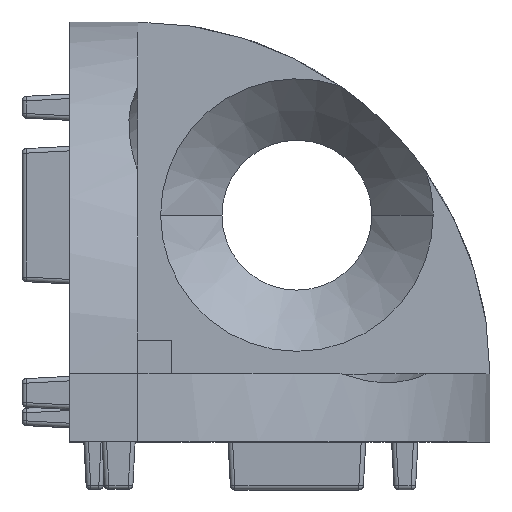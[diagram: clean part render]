
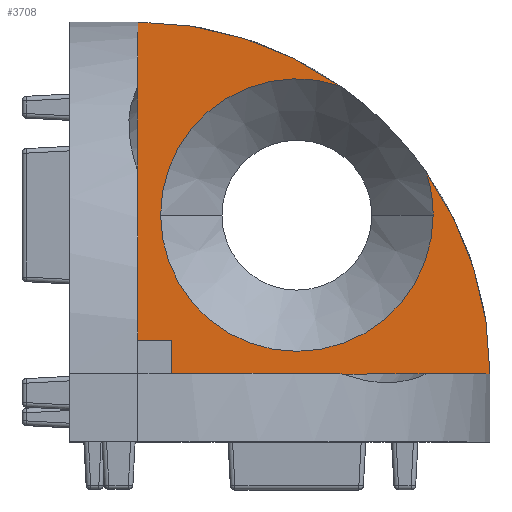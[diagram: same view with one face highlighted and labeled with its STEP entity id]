
A CAD part, top view. The second image highlights one B-rep face of the part: STEP entity #3708.
In plain terms, the highlighted planar face has unit normal (0, 0, 1).
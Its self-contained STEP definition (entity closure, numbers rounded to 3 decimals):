
#45 = CARTESIAN_POINT ( 'NONE',  ( 0., 3., 3. ) ) ;
#74 = AXIS2_PLACEMENT_3D ( 'NONE', #6187, #2405, #6835 ) ;
#252 = AXIS2_PLACEMENT_3D ( 'NONE', #1496, #5897, #2115 ) ;
#263 = CARTESIAN_POINT ( 'NONE',  ( -14., 3., 3. ) ) ;
#280 = CARTESIAN_POINT ( 'NONE',  ( -14., 3., 3. ) ) ;
#309 = AXIS2_PLACEMENT_3D ( 'NONE', #6681, #2886, #7320 ) ;
#474 = VERTEX_POINT ( 'NONE', #3381 ) ;
#670 = LINE ( 'NONE', #1867, #5695 ) ;
#723 = ORIENTED_EDGE ( 'NONE', *, *, #3417, .F. ) ;
#783 = CARTESIAN_POINT ( 'NONE',  ( -6.603, 15.692, 3. ) ) ;
#874 = CARTESIAN_POINT ( 'NONE',  ( -15.5, 3., 3. ) ) ;
#1011 = CARTESIAN_POINT ( 'NONE',  ( -15.5, 4.5, 3. ) ) ;
#1167 = CARTESIAN_POINT ( 'NONE',  ( -15.5, 3., 3. ) ) ;
#1348 = EDGE_CURVE ( 'NONE', #6458, #4669, #8126, .T. ) ;
#1410 = DIRECTION ( 'NONE',  ( -1., 0., 0. ) ) ;
#1461 = LINE ( 'NONE', #5187, #4822 ) ;
#1496 = CARTESIAN_POINT ( 'NONE',  ( -8.5, 10., 3. ) ) ;
#1524 = DIRECTION ( 'NONE',  ( 1., 0., 0. ) ) ;
#1673 = EDGE_LOOP ( 'NONE', ( #2343, #6636, #6059, #4491, #723, #2364, #3777, #5065, #4799 ) ) ;
#1799 = EDGE_CURVE ( 'NONE', #4669, #7627, #6628, .T. ) ;
#1867 = CARTESIAN_POINT ( 'NONE',  ( -15.5, 0., 3. ) ) ;
#1876 = VERTEX_POINT ( 'NONE', #783 ) ;
#2010 = AXIS2_PLACEMENT_3D ( 'NONE', #874, #5294, #1524 ) ;
#2115 = DIRECTION ( 'NONE',  ( 1., 0., 0. ) ) ;
#2263 = CARTESIAN_POINT ( 'NONE',  ( -8.5, 10., 3. ) ) ;
#2343 = ORIENTED_EDGE ( 'NONE', *, *, #5774, .F. ) ;
#2364 = ORIENTED_EDGE ( 'NONE', *, *, #7328, .F. ) ;
#2405 = DIRECTION ( 'NONE',  ( 0., 0., 1. ) ) ;
#2536 = VERTEX_POINT ( 'NONE', #1011 ) ;
#2555 = CARTESIAN_POINT ( 'NONE',  ( -2.808, 11.897, 3. ) ) ;
#2674 = CARTESIAN_POINT ( 'NONE',  ( -2.5, 10., 3. ) ) ;
#2886 = DIRECTION ( 'NONE',  ( 0., 0., 1. ) ) ;
#2910 = DIRECTION ( 'NONE',  ( 1., 0., 0. ) ) ;
#2951 = EDGE_CURVE ( 'NONE', #3293, #6458, #4384, .T. ) ;
#3105 = FACE_OUTER_BOUND ( 'NONE', #1673, .T. ) ;
#3246 = DIRECTION ( 'NONE',  ( 0., 0., 1. ) ) ;
#3293 = VERTEX_POINT ( 'NONE', #7160 ) ;
#3381 = CARTESIAN_POINT ( 'NONE',  ( -14.5, 10., 3. ) ) ;
#3417 = EDGE_CURVE ( 'NONE', #3630, #7627, #7572, .T. ) ;
#3630 = VERTEX_POINT ( 'NONE', #2674 ) ;
#3708 = ADVANCED_FACE ( 'NONE', ( #3105 ), #4663, .T. ) ;
#3758 = VERTEX_POINT ( 'NONE', #5343 ) ;
#3777 = ORIENTED_EDGE ( 'NONE', *, *, #6609, .F. ) ;
#3790 = DIRECTION ( 'NONE',  ( 0., -1., 0. ) ) ;
#4100 = CIRCLE ( 'NONE', #4776, 6. ) ;
#4384 = LINE ( 'NONE', #263, #4598 ) ;
#4491 = ORIENTED_EDGE ( 'NONE', *, *, #1799, .T. ) ;
#4513 = CIRCLE ( 'NONE', #252, 6. ) ;
#4598 = VECTOR ( 'NONE', #4668, 1000. ) ;
#4663 = PLANE ( 'NONE',  #2010 ) ;
#4668 = DIRECTION ( 'NONE',  ( 0., -1., 0. ) ) ;
#4669 = VERTEX_POINT ( 'NONE', #45 ) ;
#4776 = AXIS2_PLACEMENT_3D ( 'NONE', #2263, #6696, #2910 ) ;
#4799 = ORIENTED_EDGE ( 'NONE', *, *, #5170, .T. ) ;
#4822 = VECTOR ( 'NONE', #1410, 1000. ) ;
#5065 = ORIENTED_EDGE ( 'NONE', *, *, #5420, .T. ) ;
#5170 = EDGE_CURVE ( 'NONE', #3758, #2536, #670, .T. ) ;
#5187 = CARTESIAN_POINT ( 'NONE',  ( -15.5, 4.5, 3. ) ) ;
#5212 = CIRCLE ( 'NONE', #309, 15.5 ) ;
#5294 = DIRECTION ( 'NONE',  ( 0., 0., 1. ) ) ;
#5343 = CARTESIAN_POINT ( 'NONE',  ( -15.5, 18.5, 3. ) ) ;
#5420 = EDGE_CURVE ( 'NONE', #1876, #3758, #5212, .T. ) ;
#5578 = DIRECTION ( 'NONE',  ( 1., 0., 0. ) ) ;
#5695 = VECTOR ( 'NONE', #3790, 1000. ) ;
#5774 = EDGE_CURVE ( 'NONE', #3293, #2536, #1461, .T. ) ;
#5897 = DIRECTION ( 'NONE',  ( 0., 0., 1. ) ) ;
#6059 = ORIENTED_EDGE ( 'NONE', *, *, #1348, .T. ) ;
#6187 = CARTESIAN_POINT ( 'NONE',  ( -8.5, 10., 3. ) ) ;
#6377 = AXIS2_PLACEMENT_3D ( 'NONE', #7039, #3246, #7685 ) ;
#6434 = VECTOR ( 'NONE', #5578, 1000. ) ;
#6458 = VERTEX_POINT ( 'NONE', #280 ) ;
#6609 = EDGE_CURVE ( 'NONE', #1876, #474, #4100, .T. ) ;
#6628 = CIRCLE ( 'NONE', #6377, 15.5 ) ;
#6636 = ORIENTED_EDGE ( 'NONE', *, *, #2951, .T. ) ;
#6681 = CARTESIAN_POINT ( 'NONE',  ( -15.5, 3., 3. ) ) ;
#6696 = DIRECTION ( 'NONE',  ( 0., 0., 1. ) ) ;
#6835 = DIRECTION ( 'NONE',  ( 1., 0., 0. ) ) ;
#7039 = CARTESIAN_POINT ( 'NONE',  ( -15.5, 3., 3. ) ) ;
#7160 = CARTESIAN_POINT ( 'NONE',  ( -14., 4.5, 3. ) ) ;
#7320 = DIRECTION ( 'NONE',  ( 1., 0., 0. ) ) ;
#7328 = EDGE_CURVE ( 'NONE', #474, #3630, #4513, .T. ) ;
#7572 = CIRCLE ( 'NONE', #74, 6. ) ;
#7627 = VERTEX_POINT ( 'NONE', #2555 ) ;
#7685 = DIRECTION ( 'NONE',  ( 1., 0., 0. ) ) ;
#8126 = LINE ( 'NONE', #1167, #6434 ) ;
